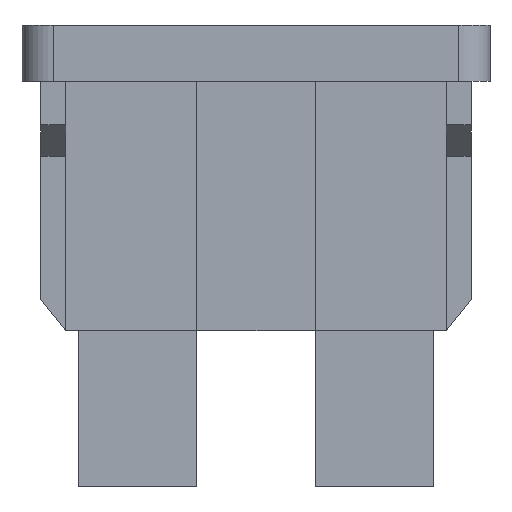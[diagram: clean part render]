
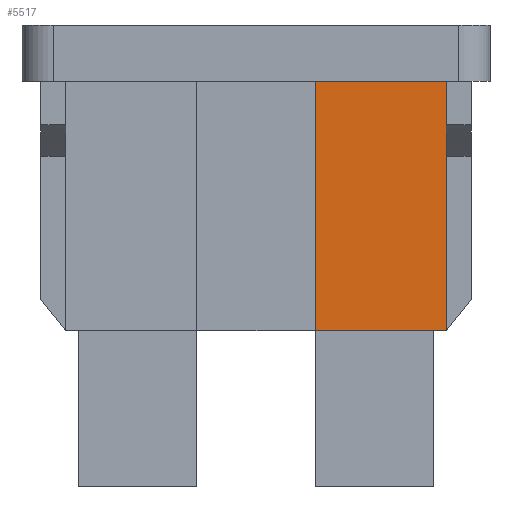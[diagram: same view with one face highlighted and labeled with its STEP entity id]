
A CAD part, front view. The second image highlights one B-rep face of the part: STEP entity #5517.
In plain terms, the highlighted planar face has unit normal (0, -1, 0).
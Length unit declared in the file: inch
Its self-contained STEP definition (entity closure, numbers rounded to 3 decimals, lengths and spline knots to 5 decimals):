
#207 = VERTEX_POINT ( 'NONE', #1308 ) ;
#340 = FACE_OUTER_BOUND ( 'NONE', #2044, .T. ) ;
#401 = DIRECTION ( 'NONE',  ( 0., 0., 1. ) ) ;
#700 = DIRECTION ( 'NONE',  ( 0., 1., 0. ) ) ;
#1223 = ORIENTED_EDGE ( 'NONE', *, *, #3844, .F. ) ;
#1308 = CARTESIAN_POINT ( 'NONE',  ( 0.47, 0.0675, 0. ) ) ;
#1346 = LINE ( 'NONE', #2426, #1765 ) ;
#1379 = ORIENTED_EDGE ( 'NONE', *, *, #6653, .T. ) ;
#1489 = VECTOR ( 'NONE', #2349, 39.37008 ) ;
#1584 = CARTESIAN_POINT ( 'NONE',  ( 0.68, 0.0675, -0.10864 ) ) ;
#1765 = VECTOR ( 'NONE', #401, 39.37008 ) ;
#1819 = PLANE ( 'NONE',  #2455 ) ;
#1844 = CARTESIAN_POINT ( 'NONE',  ( 0.68, 0.0675, -0.4 ) ) ;
#2005 = CARTESIAN_POINT ( 'NONE',  ( 0.68, 0.0675, -0.4 ) ) ;
#2044 = EDGE_LOOP ( 'NONE', ( #1379, #1223, #5124, #6527, #2405 ) ) ;
#2131 = LINE ( 'NONE', #2005, #6445 ) ;
#2148 = VECTOR ( 'NONE', #2213, 39.37008 ) ;
#2213 = DIRECTION ( 'NONE',  ( -1., 0., 0. ) ) ;
#2349 = DIRECTION ( 'NONE',  ( 0., 0., 1. ) ) ;
#2405 = ORIENTED_EDGE ( 'NONE', *, *, #2494, .T. ) ;
#2426 = CARTESIAN_POINT ( 'NONE',  ( 0.47, 0.0675, -0.4 ) ) ;
#2455 = AXIS2_PLACEMENT_3D ( 'NONE', #5915, #700, #2787 ) ;
#2494 = EDGE_CURVE ( 'NONE', #4320, #5870, #6441, .T. ) ;
#2693 = LINE ( 'NONE', #1844, #1489 ) ;
#2787 = DIRECTION ( 'NONE',  ( 0., 0., 1. ) ) ;
#3026 = DIRECTION ( 'NONE',  ( -1., 0., 0. ) ) ;
#3164 = CARTESIAN_POINT ( 'NONE',  ( 0.68, 0.0675, -0.4 ) ) ;
#3209 = DIRECTION ( 'NONE',  ( 0., 0., 1. ) ) ;
#3284 = CARTESIAN_POINT ( 'NONE',  ( 0.68, 0.0675, 0. ) ) ;
#3807 = VECTOR ( 'NONE', #3209, 39.37008 ) ;
#3844 = EDGE_CURVE ( 'NONE', #4064, #207, #1346, .T. ) ;
#4064 = VERTEX_POINT ( 'NONE', #4246 ) ;
#4246 = CARTESIAN_POINT ( 'NONE',  ( 0.47, 0.0675, -0.4 ) ) ;
#4320 = VERTEX_POINT ( 'NONE', #1584 ) ;
#4405 = LINE ( 'NONE', #3284, #2148 ) ;
#4941 = EDGE_CURVE ( 'NONE', #6118, #4320, #2693, .T. ) ;
#5124 = ORIENTED_EDGE ( 'NONE', *, *, #5439, .F. ) ;
#5439 = EDGE_CURVE ( 'NONE', #6118, #4064, #2131, .T. ) ;
#5447 = CARTESIAN_POINT ( 'NONE',  ( 0.68, 0.0675, -0.4 ) ) ;
#5517 = ADVANCED_FACE ( 'NONE', ( #340 ), #1819, .F. ) ;
#5870 = VERTEX_POINT ( 'NONE', #6763 ) ;
#5915 = CARTESIAN_POINT ( 'NONE',  ( 0.68, 0.0675, -0.4 ) ) ;
#6118 = VERTEX_POINT ( 'NONE', #5447 ) ;
#6441 = LINE ( 'NONE', #3164, #3807 ) ;
#6445 = VECTOR ( 'NONE', #3026, 39.37008 ) ;
#6527 = ORIENTED_EDGE ( 'NONE', *, *, #4941, .T. ) ;
#6653 = EDGE_CURVE ( 'NONE', #5870, #207, #4405, .T. ) ;
#6763 = CARTESIAN_POINT ( 'NONE',  ( 0.68, 0.0675, 0. ) ) ;
